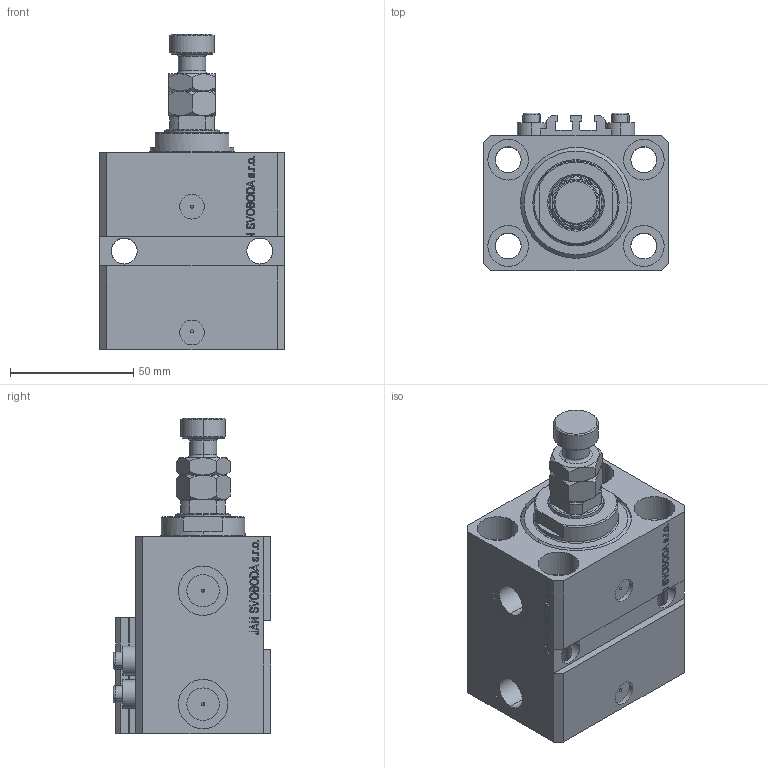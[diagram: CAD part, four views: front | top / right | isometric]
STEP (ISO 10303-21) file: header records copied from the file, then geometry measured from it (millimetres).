
FILE_DESCRIPTION (( 'STEP AP203' ), '1' );
FILE_NAME ('276a.STEP', '2022-04-09T15:46:40', ( '' ), ( '' ), 'SwSTEP 2.0', 'SolidWorks 2019', '' );
FILE_SCHEMA (( 'CONFIG_CONTROL_DESIGN' ));
Length unit declared in the file: millimetre
Products named in the file (6): V250CE_VC_E 9a053426184b5e6f77c86a0cbc7db426; ALLEN BOLT V250CE 9a053426184b5e6f77c86a0cbc7db426; MFA 9a053426184b5e6f77c86a0cbc7db426; V250CE_C_VCP 9a053426184b5e6f77c86a0cbc7db426; V250CE_E_Body 9a053426184b5e6f77c86a0cbc7db426; 276a
Assembly tree (8 placements, depth 2):
  276a
    V250CE_E_Body 9a053426184b5e6f77c86a0cbc7db426
    ALLEN BOLT V250CE 9a053426184b5e6f77c86a0cbc7db426  x4
    V250CE_C_VCP 9a053426184b5e6f77c86a0cbc7db426
    V250CE_VC_E 9a053426184b5e6f77c86a0cbc7db426
    MFA 9a053426184b5e6f77c86a0cbc7db426
Bounding box: 75 x 64 x 127.9 mm (x, y, z)
Volume: 288327.9 mm3; surface area: 80886.5 mm2
Topology: 9 solids, 9 shells, 1132 faces, 2810 edges, 1813 vertices
Faces by surface type: plane 534, bspline 354, cylinder 142, cone 84, torus 18
Entity records: 49019 total; most frequent: CARTESIAN_POINT 25363, ORIENTED_EDGE 5310, DIRECTION 3561, EDGE_CURVE 2655, VERTEX_POINT 1729, VECTOR 1555, LINE 1555, EDGE_LOOP 1196
